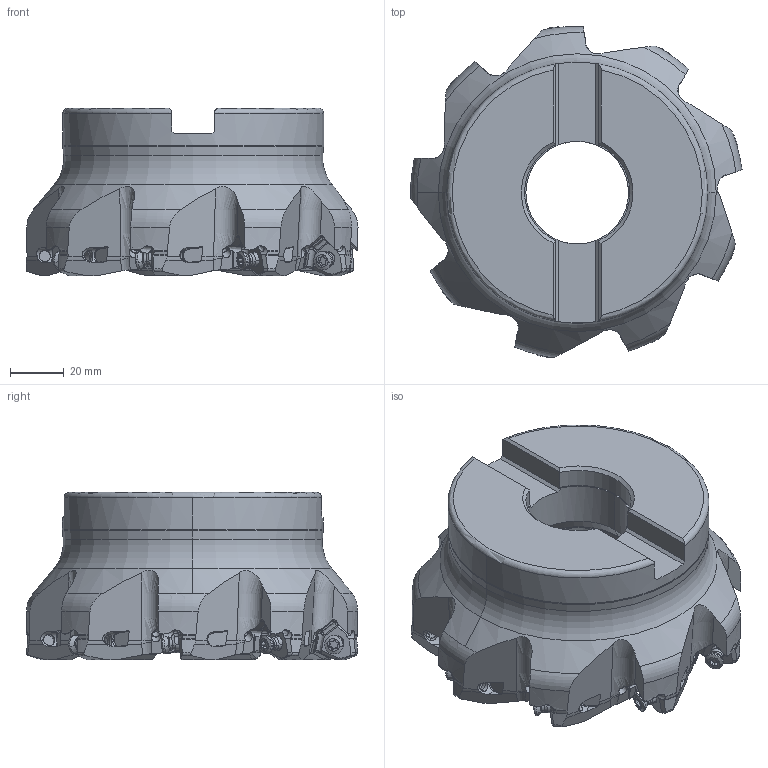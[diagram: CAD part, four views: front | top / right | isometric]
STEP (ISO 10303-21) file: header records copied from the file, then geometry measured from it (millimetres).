
FILE_DESCRIPTION(/* description */ (''),/* implementation_level */ '2;1');
FILE_NAME(/* name */ 'WJX14UR5_0009EA.stp',/* time_stamp */ '2019-02-12T19:00:01+09:00',/* author */ (''),/* organization */ (''),/* preprocessor_version */ 'ST-DEVELOPER v16',/* originating_system */ 'SIEMENS PLM Software NX 10.0',/* authorisation */ '');
FILE_SCHEMA (('AUTOMOTIVE_DESIGN { 1 0 10303 214 3 1 1 1 }'));
Products named in the file (1): WJX14UR5_0009EA_ASM
Bounding box: 123.2 x 122.87 x 62.2 mm (x, y, z)
Volume: 406191.7 mm3; surface area: 54856.9 mm2
Topology: 10 solids, 10 shells, 1259 faces, 3539 edges, 2248 vertices
Faces by surface type: cylinder 435, plane 389, bspline 117, torus 115, cone 104, sphere 99
Entity records: 57720 total; most frequent: CARTESIAN_POINT 27170, ORIENTED_EDGE 6952, DIRECTION 5649, EDGE_CURVE 3476, AXIS2_PLACEMENT_3D 2266, VERTEX_POINT 2236, EDGE_LOOP 1296, B_SPLINE_CURVE_WITH_KNOTS 1279
